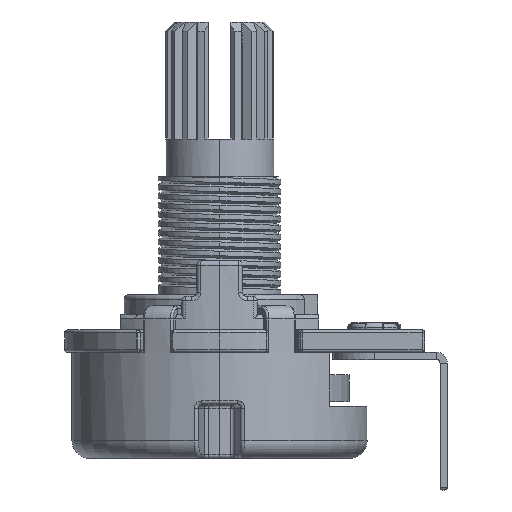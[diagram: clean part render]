
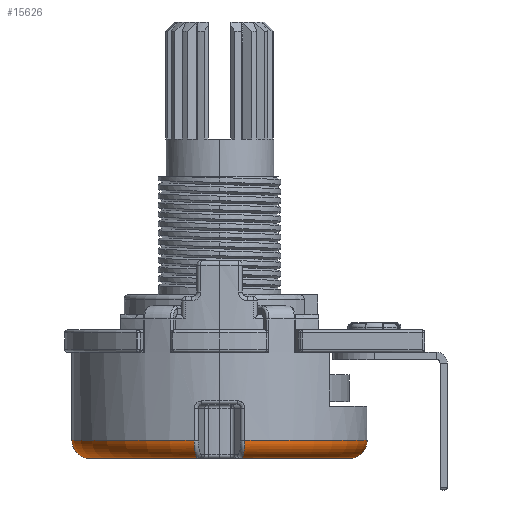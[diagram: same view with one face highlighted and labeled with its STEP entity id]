
A CAD part, left-side view. The second image highlights one B-rep face of the part: STEP entity #15626.
In plain terms, the highlighted toroidal (fillet/blend) face has major radius 7.2 mm and minor radius 1 mm.
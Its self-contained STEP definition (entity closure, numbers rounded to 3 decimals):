
#746 = CARTESIAN_POINT ( 'NONE',  ( 0., 0., -5.52 ) ) ;
#1440 = CARTESIAN_POINT ( 'NONE',  ( -7.358, -1.255, -6.52 ) ) ;
#1899 = VERTEX_POINT ( 'NONE', #15982 ) ;
#2208 = DIRECTION ( 'NONE',  ( -1., 0., 0. ) ) ;
#2276 = CARTESIAN_POINT ( 'NONE',  ( -7.955, -1.377, -6.024 ) ) ;
#2303 = AXIS2_PLACEMENT_3D ( 'NONE', #32033, #15812, #2208 ) ;
#2331 = EDGE_CURVE ( 'NONE', #12174, #9856, #36707, .T. ) ;
#2646 = FACE_OUTER_BOUND ( 'NONE', #15578, .T. ) ;
#4581 = DIRECTION ( 'NONE',  ( -1., 0., 0. ) ) ;
#6774 = CIRCLE ( 'NONE', #12279, 7.2 ) ;
#7174 = DIRECTION ( 'NONE',  ( 0., 0., -1. ) ) ;
#7811 = CARTESIAN_POINT ( 'NONE',  ( 0., 0., -5.52 ) ) ;
#8028 = CARTESIAN_POINT ( 'NONE',  ( 8.2, 0., -5.52 ) ) ;
#8144 = CARTESIAN_POINT ( 'NONE',  ( -7.099, -1.202, -6.52 ) ) ;
#8211 = B_SPLINE_CURVE_WITH_KNOTS ( 'NONE', 3,
 ( #31534, #15312, #25377, #38430, #12075, #37798, #28157, #21768 ),
 .UNSPECIFIED., .F., .F.,
 ( 4, 2, 2, 4 ),
 ( 0., 0., 0.001, 0.002 ),
 .UNSPECIFIED. ) ;
#9856 = VERTEX_POINT ( 'NONE', #17390 ) ;
#11176 = ORIENTED_EDGE ( 'NONE', *, *, #20251, .F. ) ;
#11290 = ORIENTED_EDGE ( 'NONE', *, *, #40801, .F. ) ;
#12075 = CARTESIAN_POINT ( 'NONE',  ( -7.701, 1.325, -6.32 ) ) ;
#12174 = VERTEX_POINT ( 'NONE', #27506 ) ;
#12279 = AXIS2_PLACEMENT_3D ( 'NONE', #36570, #7174, #17100 ) ;
#12853 = ORIENTED_EDGE ( 'NONE', *, *, #2331, .T. ) ;
#13875 = DIRECTION ( 'NONE',  ( 0., 0., 1. ) ) ;
#15312 = CARTESIAN_POINT ( 'NONE',  ( -7.228, 1.229, -6.52 ) ) ;
#15578 = EDGE_LOOP ( 'NONE', ( #11290, #17252, #34453, #11176, #12853 ) ) ;
#15626 = ADVANCED_FACE ( 'NONE', ( #2646 ), #16116, .T. ) ;
#15812 = DIRECTION ( 'NONE',  ( 0., 0., -1. ) ) ;
#15982 = CARTESIAN_POINT ( 'NONE',  ( -8.079, 1.403, -5.52 ) ) ;
#16116 = TOROIDAL_SURFACE ( 'NONE', #2303, 7.2, 1. ) ;
#17100 = DIRECTION ( 'NONE',  ( -1., 0., 0. ) ) ;
#17252 = ORIENTED_EDGE ( 'NONE', *, *, #32672, .T. ) ;
#17390 = CARTESIAN_POINT ( 'NONE',  ( -7.099, -1.202, -6.52 ) ) ;
#18138 = CIRCLE ( 'NONE', #29068, 8.2 ) ;
#20251 = EDGE_CURVE ( 'NONE', #12174, #24832, #18138, .T. ) ;
#21488 = CARTESIAN_POINT ( 'NONE',  ( -8.054, -1.398, -5.782 ) ) ;
#21768 = CARTESIAN_POINT ( 'NONE',  ( -8.079, 1.403, -5.52 ) ) ;
#21906 = CARTESIAN_POINT ( 'NONE',  ( -7.883, -1.363, -6.135 ) ) ;
#24832 = VERTEX_POINT ( 'NONE', #8028 ) ;
#25072 = VERTEX_POINT ( 'NONE', #32838 ) ;
#25377 = CARTESIAN_POINT ( 'NONE',  ( -7.355, 1.255, -6.494 ) ) ;
#27173 = DIRECTION ( 'NONE',  ( 0., 0., 1. ) ) ;
#27506 = CARTESIAN_POINT ( 'NONE',  ( -8.079, -1.403, -5.52 ) ) ;
#27888 = CARTESIAN_POINT ( 'NONE',  ( -7.612, -1.307, -6.411 ) ) ;
#28157 = CARTESIAN_POINT ( 'NONE',  ( -8.079, 1.403, -5.784 ) ) ;
#28534 = CIRCLE ( 'NONE', #29869, 8.2 ) ;
#29068 = AXIS2_PLACEMENT_3D ( 'NONE', #746, #13875, #36802 ) ;
#29869 = AXIS2_PLACEMENT_3D ( 'NONE', #7811, #27173, #4581 ) ;
#30844 = CARTESIAN_POINT ( 'NONE',  ( -8.079, -1.403, -5.652 ) ) ;
#31534 = CARTESIAN_POINT ( 'NONE',  ( -7.099, 1.202, -6.52 ) ) ;
#32033 = CARTESIAN_POINT ( 'NONE',  ( 0., 0., -5.52 ) ) ;
#32672 = EDGE_CURVE ( 'NONE', #25072, #1899, #8211, .T. ) ;
#32838 = CARTESIAN_POINT ( 'NONE',  ( -7.099, 1.202, -6.52 ) ) ;
#34453 = ORIENTED_EDGE ( 'NONE', *, *, #39352, .F. ) ;
#34890 = CARTESIAN_POINT ( 'NONE',  ( -8.079, -1.403, -5.52 ) ) ;
#36570 = CARTESIAN_POINT ( 'NONE',  ( 0., 0., -6.52 ) ) ;
#36707 = B_SPLINE_CURVE_WITH_KNOTS ( 'NONE', 3,
 ( #34890, #30844, #21488, #2276, #21906, #27888, #1440, #8144 ),
 .UNSPECIFIED., .F., .F.,
 ( 4, 2, 2, 4 ),
 ( 0., 0., 0.001, 0.002 ),
 .UNSPECIFIED. ) ;
#36802 = DIRECTION ( 'NONE',  ( -1., 0., 0. ) ) ;
#37798 = CARTESIAN_POINT ( 'NONE',  ( -7.973, 1.381, -6.043 ) ) ;
#38430 = CARTESIAN_POINT ( 'NONE',  ( -7.593, 1.303, -6.394 ) ) ;
#39352 = EDGE_CURVE ( 'NONE', #24832, #1899, #28534, .T. ) ;
#40801 = EDGE_CURVE ( 'NONE', #25072, #9856, #6774, .T. ) ;
